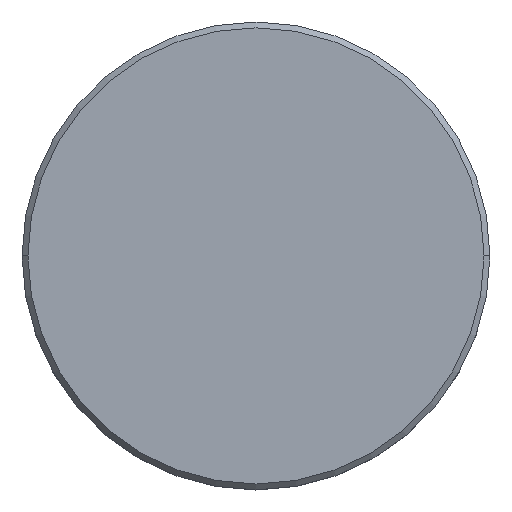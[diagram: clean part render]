
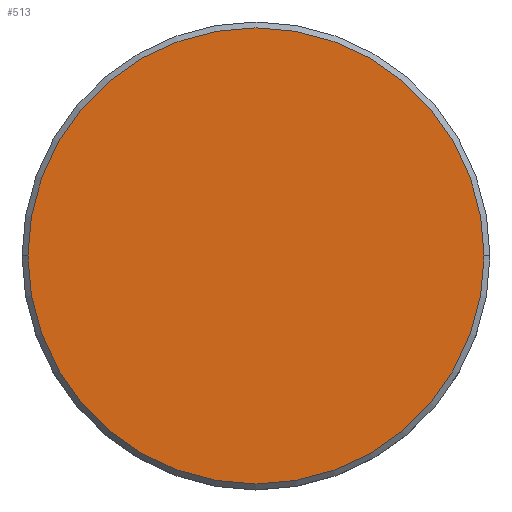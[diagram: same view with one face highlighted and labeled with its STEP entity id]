
A CAD part, top view. The second image highlights one B-rep face of the part: STEP entity #513.
In plain terms, the highlighted planar face has unit normal (0, 0, 1).
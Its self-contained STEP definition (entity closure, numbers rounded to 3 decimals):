
#36 = CARTESIAN_POINT ( 'NONE',  ( 0., 0., 0. ) ) ;
#48 = PLANE ( 'NONE',  #632 ) ;
#81 = AXIS2_PLACEMENT_3D ( 'NONE', #1126, #765, #202 ) ;
#120 = CARTESIAN_POINT ( 'NONE',  ( 0., 0., 0. ) ) ;
#125 = DIRECTION ( 'NONE',  ( 1., 0., 0. ) ) ;
#137 = DIRECTION ( 'NONE',  ( 0., 0., 1. ) ) ;
#162 = ORIENTED_EDGE ( 'NONE', *, *, #999, .T. ) ;
#202 = DIRECTION ( 'NONE',  ( 1., 0., 0. ) ) ;
#258 = VERTEX_POINT ( 'NONE', #1084 ) ;
#390 = VERTEX_POINT ( 'NONE', #540 ) ;
#513 = ADVANCED_FACE ( 'NONE', ( #852 ), #48, .T. ) ;
#540 = CARTESIAN_POINT ( 'NONE',  ( -19.5, 0., 0. ) ) ;
#583 = EDGE_CURVE ( 'NONE', #390, #258, #709, .T. ) ;
#632 = AXIS2_PLACEMENT_3D ( 'NONE', #36, #137, #125 ) ;
#635 = AXIS2_PLACEMENT_3D ( 'NONE', #120, #660, #772 ) ;
#656 = CIRCLE ( 'NONE', #635, 19.5 ) ;
#660 = DIRECTION ( 'NONE',  ( 0., 0., 1. ) ) ;
#697 = EDGE_LOOP ( 'NONE', ( #728, #162 ) ) ;
#709 = CIRCLE ( 'NONE', #81, 19.5 ) ;
#728 = ORIENTED_EDGE ( 'NONE', *, *, #583, .T. ) ;
#765 = DIRECTION ( 'NONE',  ( 0., 0., 1. ) ) ;
#772 = DIRECTION ( 'NONE',  ( 1., 0., 0. ) ) ;
#852 = FACE_OUTER_BOUND ( 'NONE', #697, .T. ) ;
#999 = EDGE_CURVE ( 'NONE', #258, #390, #656, .T. ) ;
#1084 = CARTESIAN_POINT ( 'NONE',  ( 19.5, 0., 0. ) ) ;
#1126 = CARTESIAN_POINT ( 'NONE',  ( 0., 0., 0. ) ) ;
